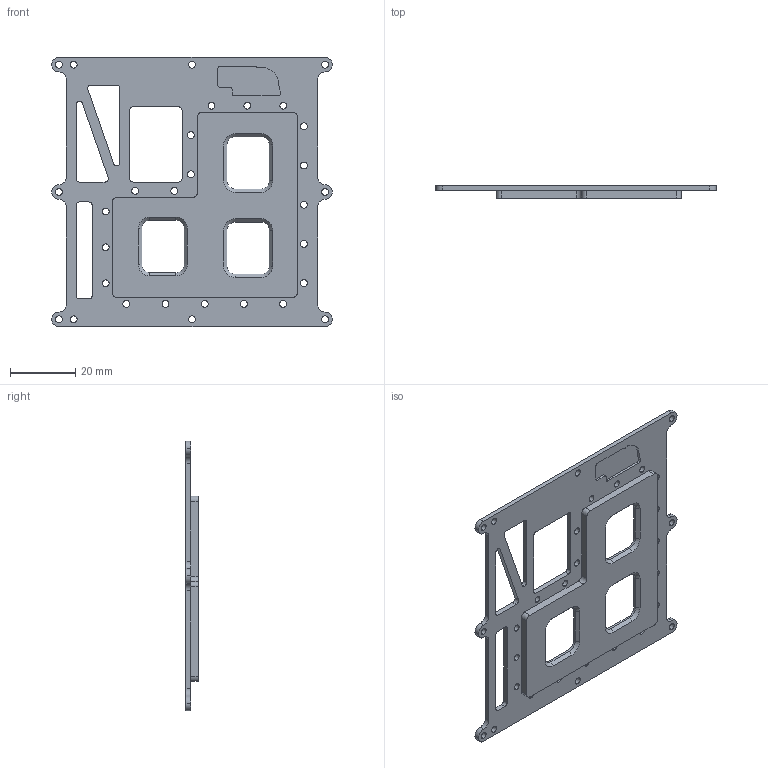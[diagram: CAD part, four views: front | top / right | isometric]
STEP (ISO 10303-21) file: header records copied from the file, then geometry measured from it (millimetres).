
FILE_DESCRIPTION (( 'STEP AP214' ), '1' );
FILE_NAME ('PayloadRedesignLATEST_TOP.STEP', '2023-11-23T03:30:00', ( '' ), ( '' ), 'SwSTEP 2.0', 'SolidWorks 2022', '' );
FILE_SCHEMA (( 'AUTOMOTIVE_DESIGN' ));
Length unit declared in the file: millimetre
Products named in the file (1): PayloadRedesignLATEST_TOP
Bounding box: 86 x 3.8 x 82.5 mm (x, y, z)
Volume: 8450.8 mm3; surface area: 12368.4 mm2
Topology: 1 solids, 1 shells, 246 faces, 693 edges, 454 vertices
Faces by surface type: cylinder 141, plane 92, cone 12, bspline 1
Entity records: 8255 total; most frequent: DIRECTION 1477, CARTESIAN_POINT 1435, ORIENTED_EDGE 1386, EDGE_CURVE 693, AXIS2_PLACEMENT_3D 540, VERTEX_POINT 454, VECTOR 397, LINE 397
